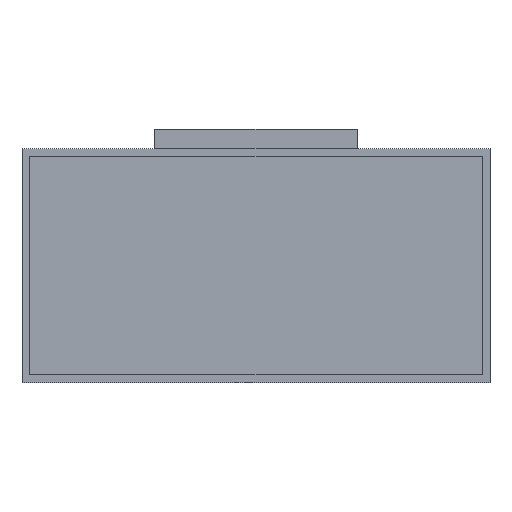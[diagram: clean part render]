
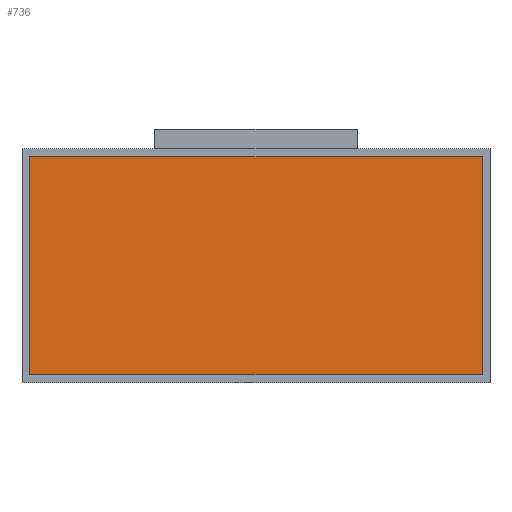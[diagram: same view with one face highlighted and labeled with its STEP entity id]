
A CAD part, front view. The second image highlights one B-rep face of the part: STEP entity #736.
In plain terms, the highlighted planar face has unit normal (0, -1, 0).
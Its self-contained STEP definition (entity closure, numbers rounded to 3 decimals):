
#188=ORIENTED_EDGE('',*,*,#293,.F.);
#189=ORIENTED_EDGE('',*,*,#299,.F.);
#190=ORIENTED_EDGE('',*,*,#297,.F.);
#191=ORIENTED_EDGE('',*,*,#295,.F.);
#293=EDGE_CURVE('',#364,#365,#453,.T.);
#295=EDGE_CURVE('',#365,#366,#455,.T.);
#297=EDGE_CURVE('',#366,#367,#457,.T.);
#299=EDGE_CURVE('',#367,#364,#459,.T.);
#364=VERTEX_POINT('',#1146);
#365=VERTEX_POINT('',#1148);
#366=VERTEX_POINT('',#1152);
#367=VERTEX_POINT('',#1156);
#453=LINE('',#1147,#549);
#455=LINE('',#1151,#551);
#457=LINE('',#1155,#553);
#459=LINE('',#1159,#555);
#549=VECTOR('',#943,1000.);
#551=VECTOR('',#947,1000.);
#553=VECTOR('',#951,1000.);
#555=VECTOR('',#955,1000.);
#606=EDGE_LOOP('',(#188,#189,#190,#191));
#654=FACE_BOUND('',#606,.T.);
#695=PLANE('',#790);
#736=ADVANCED_FACE('',(#654),#695,.F.);
#790=AXIS2_PLACEMENT_3D('',#1160,#956,#957);
#943=DIRECTION('',(-1.,0.,0.));
#947=DIRECTION('',(0.,0.,1.));
#951=DIRECTION('',(1.,0.,0.));
#955=DIRECTION('',(0.,0.,-1.));
#956=DIRECTION('',(0.,1.,0.));
#957=DIRECTION('',(0.,0.,1.));
#1146=CARTESIAN_POINT('',(290.,2.,-140.));
#1147=CARTESIAN_POINT('',(290.,2.,-140.));
#1148=CARTESIAN_POINT('',(-290.,2.,-140.));
#1151=CARTESIAN_POINT('',(-290.,2.,-140.));
#1152=CARTESIAN_POINT('',(-290.,2.,140.));
#1155=CARTESIAN_POINT('',(-290.,2.,140.));
#1156=CARTESIAN_POINT('',(290.,2.,140.));
#1159=CARTESIAN_POINT('',(290.,2.,140.));
#1160=CARTESIAN_POINT('',(0.,2.,0.));
